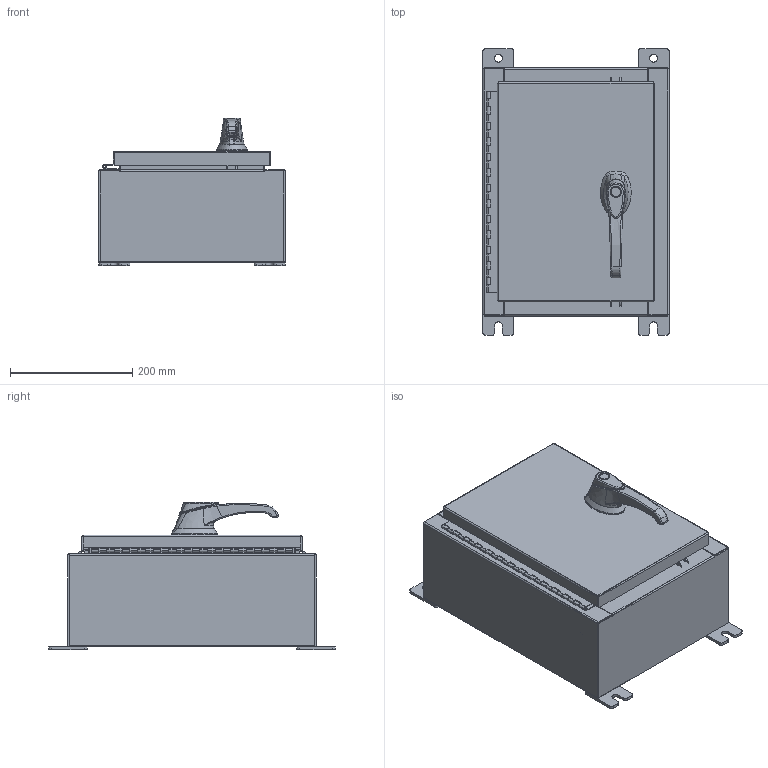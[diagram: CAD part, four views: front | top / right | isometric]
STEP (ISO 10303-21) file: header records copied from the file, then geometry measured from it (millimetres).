
FILE_DESCRIPTION (( 'STEP AP203' ), '1' );
FILE_NAME ('N16H1206ALWP3PT.STEP', '2014-02-12T16:28:48', ( 'changeme' ), ( 'Microsoft' ), 'SwSTEP 2.0', 'SolidWorks 2013', '' );
FILE_SCHEMA (( 'CONFIG_CONTROL_DESIGN' ));
Length unit declared in the file: inch
Products named in the file (29): N16H1206ALWP3PT 263033_Industrilas; g26103103_26163303; N16H1206ALWP3PT Hinge Cover Side; N16H1206ALWP3PT Defeater Handle - 3 - 2500-51 ZN; 033060_032151; N16H1206ALWP3PT 125 Pin Hinge; NMP-SS-RODGUIDES; 297025; Quarter-20 CD Stud; 10_30 CD Stud; 012103_012102; N16H1206ALWP3PT Cover; N16H1206ALWP3PT Mounting Feet; N16H1206ALWP3PT Defeater Handle Rod; 00005309_G26103101; N16H1206ALWP3PT Body; 26161102; 2616310101; N16H1206ALWP3PT Bottom; 297026; N16H1206ALWP3PT Backpanel; 00005310_26163101; N16H1206ALWP3PT Top; 21130102; N16H1206ALWP3PT Mounting Studs; 022151; N16H1206ALWP3PT; 00005090; N16H1206ALWP3PT Hinge Enclosure Side2
Assembly tree (41 placements, depth 4):
  N16H1206ALWP3PT
    N16H1206ALWP3PT Backpanel
    N16H1206ALWP3PT Mounting Studs  x4
    N16H1206ALWP3PT 125 Pin Hinge
      N16H1206ALWP3PT Hinge Enclosure Side2
      N16H1206ALWP3PT Hinge Cover Side
    Quarter-20 CD Stud  x2
    N16H1206ALWP3PT Mounting Feet  x4
    N16H1206ALWP3PT 263033_Industrilas
      26161102
      297026
      21130102
      00005090
      g26103103_26163303
      033060_032151  x2
      297025
      012103_012102
      00005310_26163101
        00005309_G26103101
        2616310101
      022151
    N16H1206ALWP3PT Defeater Handle - 3 - 2500-51 ZN
    NMP-SS-RODGUIDES  x2
    10_30 CD Stud  x4
    N16H1206ALWP3PT Defeater Handle Rod  x2
    N16H1206ALWP3PT Cover
    N16H1206ALWP3PT Body
    N16H1206ALWP3PT Bottom
    N16H1206ALWP3PT Top
Bounding box: 304.8 x 469.9 x 241.17 mm (x, y, z)
Volume: 1457820.2 mm3; surface area: 1400405.1 mm2
Topology: 37 solids, 39 shells, 2290 faces, 5676 edges, 3488 vertices
Faces by surface type: cylinder 817, plane 775, bspline 337, cone 313, torus 48
Entity records: 107224 total; most frequent: CARTESIAN_POINT 57564, ORIENTED_EDGE 10258, DIRECTION 8691, EDGE_CURVE 5130, AXIS2_PLACEMENT_3D 3212, VERTEX_POINT 3158, LINE 2267, VECTOR 2267
